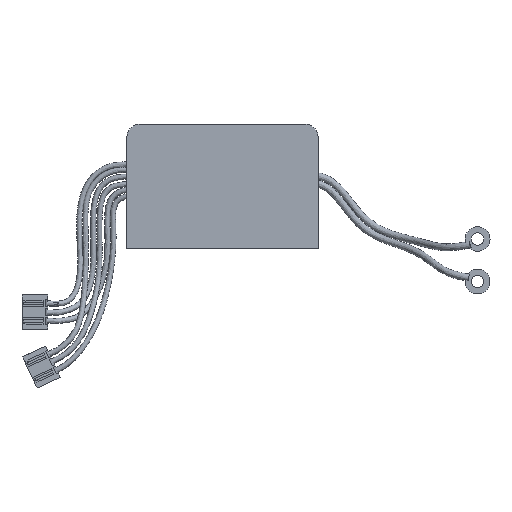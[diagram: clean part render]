
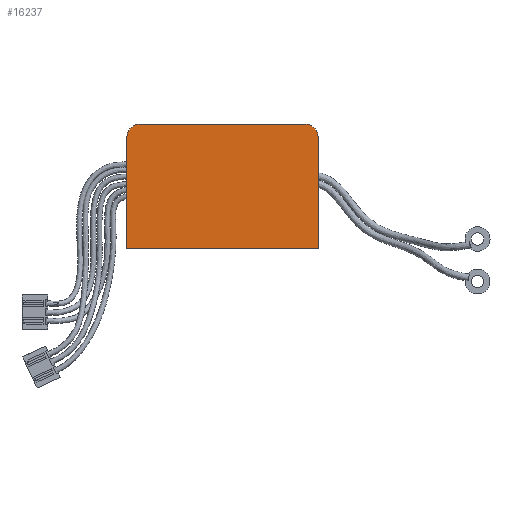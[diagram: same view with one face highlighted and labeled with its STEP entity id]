
A CAD part, front view. The second image highlights one B-rep face of the part: STEP entity #16237.
In plain terms, the highlighted planar face has unit normal (0, -1, 0).
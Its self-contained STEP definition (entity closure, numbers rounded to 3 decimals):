
#465=CIRCLE('',#17416,3.8);
#466=CIRCLE('',#17418,3.8);
#929=FACE_OUTER_BOUND('',#1905,.T.);
#1905=EDGE_LOOP('',(#11922,#11923,#11924,#11925,#11926,#11927));
#3105=LINE('',#23151,#5155);
#3211=LINE('',#23379,#5261);
#3218=LINE('',#23393,#5268);
#3273=LINE('',#23516,#5323);
#5155=VECTOR('',#19064,10.);
#5261=VECTOR('',#19252,10.);
#5268=VECTOR('',#19265,10.);
#5323=VECTOR('',#19390,10.);
#7047=VERTEX_POINT('',#23148);
#7048=VERTEX_POINT('',#23150);
#7129=VERTEX_POINT('',#23377);
#7133=VERTEX_POINT('',#23392);
#7165=VERTEX_POINT('',#23513);
#7166=VERTEX_POINT('',#23515);
#8734=EDGE_CURVE('',#7048,#7047,#3105,.T.);
#8848=EDGE_CURVE('',#7047,#7129,#3211,.T.);
#8855=EDGE_CURVE('',#7133,#7048,#3218,.T.);
#8916=EDGE_CURVE('',#7166,#7165,#3273,.T.);
#8918=EDGE_CURVE('',#7129,#7166,#465,.T.);
#8919=EDGE_CURVE('',#7165,#7133,#466,.T.);
#11922=ORIENTED_EDGE('',*,*,#8919,.T.);
#11923=ORIENTED_EDGE('',*,*,#8855,.T.);
#11924=ORIENTED_EDGE('',*,*,#8734,.T.);
#11925=ORIENTED_EDGE('',*,*,#8848,.T.);
#11926=ORIENTED_EDGE('',*,*,#8918,.T.);
#11927=ORIENTED_EDGE('',*,*,#8916,.T.);
#15387=PLANE('',#17419);
#16237=ADVANCED_FACE('',(#929),#15387,.F.);
#17416=AXIS2_PLACEMENT_3D('',#23519,#19394,#19395);
#17418=AXIS2_PLACEMENT_3D('',#23521,#19398,#19399);
#17419=AXIS2_PLACEMENT_3D('',#23522,#19400,#19401);
#19064=DIRECTION('',(1.,0.,0.));
#19252=DIRECTION('',(0.,0.,1.));
#19265=DIRECTION('',(0.,0.,-1.));
#19390=DIRECTION('',(-1.,0.,0.));
#19394=DIRECTION('center_axis',(0.,-1.,0.));
#19395=DIRECTION('ref_axis',(0.,0.,1.));
#19398=DIRECTION('center_axis',(0.,-1.,0.));
#19399=DIRECTION('ref_axis',(-1.,0.,0.));
#19400=DIRECTION('center_axis',(0.,1.,0.));
#19401=DIRECTION('ref_axis',(1.,0.,0.));
#23148=CARTESIAN_POINT('',(27.,-1.,0.));
#23150=CARTESIAN_POINT('',(-27.,-1.,0.));
#23151=CARTESIAN_POINT('',(-27.,-1.,0.));
#23377=CARTESIAN_POINT('',(27.,-1.,31.2));
#23379=CARTESIAN_POINT('',(27.,-1.,0.));
#23392=CARTESIAN_POINT('',(-27.,-1.,31.2));
#23393=CARTESIAN_POINT('',(-27.,-1.,31.2));
#23513=CARTESIAN_POINT('',(-23.2,-1.,35.));
#23515=CARTESIAN_POINT('',(23.2,-1.,35.));
#23516=CARTESIAN_POINT('',(23.2,-1.,35.));
#23519=CARTESIAN_POINT('Origin',(23.2,-1.,31.2));
#23521=CARTESIAN_POINT('Origin',(-23.2,-1.,31.2));
#23522=CARTESIAN_POINT('Origin',(0.,-1.,17.5));
